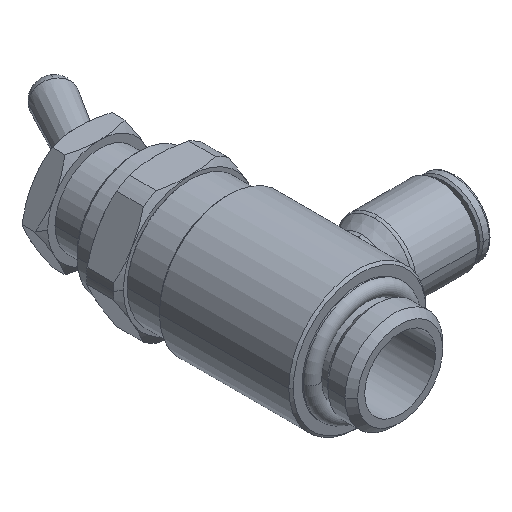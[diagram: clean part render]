
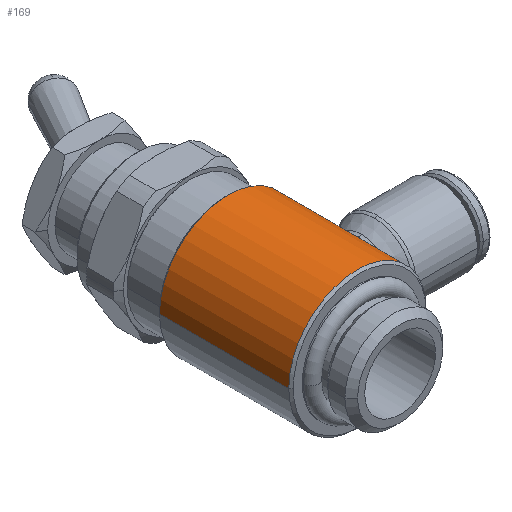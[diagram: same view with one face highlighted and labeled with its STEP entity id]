
A CAD part, isometric view. The second image highlights one B-rep face of the part: STEP entity #169.
In plain terms, the highlighted cylindrical face has radius 9.25 mm (diameter 18.5 mm), a partial arc.
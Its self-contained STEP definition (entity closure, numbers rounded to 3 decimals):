
#169=ADVANCED_FACE('',(#431),#432,.T.);
#431=FACE_OUTER_BOUND('',#743,.T.);
#432=CYLINDRICAL_SURFACE('',#744,9.25);
#743=EDGE_LOOP('',(#1638,#1639,#1640,#1641,#1642,#1643,#1644,#1645));
#744=AXIS2_PLACEMENT_3D('',#1646,#1647,#1648);
#1638=ORIENTED_EDGE('',*,*,#2008,.T.);
#1639=ORIENTED_EDGE('',*,*,#2055,.T.);
#1640=ORIENTED_EDGE('',*,*,#2164,.T.);
#1641=ORIENTED_EDGE('',*,*,#2162,.T.);
#1642=ORIENTED_EDGE('',*,*,#2011,.T.);
#1643=ORIENTED_EDGE('',*,*,#2227,.F.);
#1644=ORIENTED_EDGE('',*,*,#2010,.T.);
#1645=ORIENTED_EDGE('',*,*,#2225,.T.);
#1646=CARTESIAN_POINT('',(0.0,14.45,0.0));
#1647=DIRECTION('',(-0.0,1.0,0.0));
#1648=DIRECTION('',(1.0,0.0,0.0));
#2008=EDGE_CURVE('',#2387,#2388,#2389,.T.);
#2010=EDGE_CURVE('',#2382,#2390,#2392,.T.);
#2011=EDGE_CURVE('',#2393,#2379,#2394,.T.);
#2055=EDGE_CURVE('',#2388,#2471,#2473,.T.);
#2162=EDGE_CURVE('',#2643,#2393,#2644,.T.);
#2164=EDGE_CURVE('',#2471,#2643,#2646,.T.);
#2225=EDGE_CURVE('',#2390,#2387,#2737,.T.);
#2227=EDGE_CURVE('',#2382,#2379,#2739,.T.);
#2379=VERTEX_POINT('',#2986);
#2382=VERTEX_POINT('',#2990);
#2387=VERTEX_POINT('',#2996);
#2388=VERTEX_POINT('',#2997);
#2389=LINE('',#2998,#2999);
#2390=VERTEX_POINT('',#3000);
#2392=LINE('',#3002,#3003);
#2393=VERTEX_POINT('',#3004);
#2394=LINE('',#3005,#3006);
#2471=VERTEX_POINT('',#3193);
#2473=B_SPLINE_CURVE_WITH_KNOTS('',3,(#3195,#3196,#3197,#3198,#3199,#3200,#3201,#3202,#3203,#3204,#3205,#3206,#3207,#3208),.UNSPECIFIED.,.F.,.F.,(4,2,2,2,2,2,4),(0.0,1.159,1.651,2.019,2.434,3.206,3.816),.UNSPECIFIED.);
#2643=VERTEX_POINT('',#3596);
#2644=B_SPLINE_CURVE_WITH_KNOTS('',3,(#3597,#3598,#3599,#3600,#3601,#3602,#3603,#3604,#3605,#3606,#3607,#3608,#3609,#3610),.UNSPECIFIED.,.F.,.F.,(4,2,2,2,2,2,4),(0.0,1.159,1.651,2.019,2.434,3.206,3.816),.UNSPECIFIED.);
#2646=B_SPLINE_CURVE_WITH_KNOTS('',3,(#3612,#3613,#3614,#3615,#3616,#3617,#3618,#3619,#3620,#3621,#3622,#3623,#3624,#3625,#3626,#3627,#3628,#3629,#3630,#3631,#3632,#3633,#3634,#3635,#3636,#3637),.UNSPECIFIED.,.F.,.F.,(4,2,2,2,2,2,2,2,2,2,2,2,4),(7.751,8.526,9.301,10.077,10.853,11.628,12.404,13.18,13.956,14.732,15.508,16.282,17.057),.UNSPECIFIED.);
#2737=CIRCLE('',#3958,9.25);
#2739=CIRCLE('',#3960,9.25);
#2986=CARTESIAN_POINT('',(9.25,23.15,0.0));
#2990=CARTESIAN_POINT('',(-9.25,23.15,0.));
#2996=CARTESIAN_POINT('',(9.25,5.75,0.0));
#2997=CARTESIAN_POINT('',(9.25,10.625,0.));
#2998=CARTESIAN_POINT('',(9.25,14.45,0.));
#2999=VECTOR('',#4452,1.0);
#3000=CARTESIAN_POINT('',(-9.25,5.75,0.));
#3002=CARTESIAN_POINT('',(-9.25,14.45,0.));
#3003=VECTOR('',#4456,1.0);
#3004=CARTESIAN_POINT('',(9.25,18.775,0.));
#3005=CARTESIAN_POINT('',(9.25,14.45,0.));
#3006=VECTOR('',#4457,1.0);
#3193=CARTESIAN_POINT('',(9.069,11.077,1.82));
#3195=CARTESIAN_POINT('',(9.069,11.077,-1.82));
#3196=CARTESIAN_POINT('',(9.137,10.906,-1.48));
#3197=CARTESIAN_POINT('',(9.19,10.775,-1.12));
#3198=CARTESIAN_POINT('',(9.233,10.667,-0.583));
#3199=CARTESIAN_POINT('',(9.242,10.645,-0.421));
#3200=CARTESIAN_POINT('',(9.25,10.625,-0.135));
#3201=CARTESIAN_POINT('',(9.251,10.623,-0.013));
#3202=CARTESIAN_POINT('',(9.248,10.631,0.248));
#3203=CARTESIAN_POINT('',(9.243,10.642,0.385));
#3204=CARTESIAN_POINT('',(9.221,10.698,0.776));
#3205=CARTESIAN_POINT('',(9.196,10.759,1.025));
#3206=CARTESIAN_POINT('',(9.137,10.908,1.456));
#3207=CARTESIAN_POINT('',(9.105,10.987,1.641));
#3208=CARTESIAN_POINT('',(9.069,11.077,1.82));
#3596=CARTESIAN_POINT('',(9.069,18.323,1.82));
#3597=CARTESIAN_POINT('',(9.069,18.323,1.82));
#3598=CARTESIAN_POINT('',(9.137,18.494,1.48));
#3599=CARTESIAN_POINT('',(9.19,18.625,1.12));
#3600=CARTESIAN_POINT('',(9.233,18.733,0.583));
#3601=CARTESIAN_POINT('',(9.242,18.755,0.421));
#3602=CARTESIAN_POINT('',(9.25,18.775,0.135));
#3603=CARTESIAN_POINT('',(9.251,18.777,0.013));
#3604=CARTESIAN_POINT('',(9.248,18.769,-0.248));
#3605=CARTESIAN_POINT('',(9.243,18.758,-0.385));
#3606=CARTESIAN_POINT('',(9.221,18.702,-0.776));
#3607=CARTESIAN_POINT('',(9.196,18.641,-1.025));
#3608=CARTESIAN_POINT('',(9.137,18.492,-1.456));
#3609=CARTESIAN_POINT('',(9.105,18.413,-1.641));
#3610=CARTESIAN_POINT('',(9.069,18.323,-1.82));
#3612=CARTESIAN_POINT('',(9.117,10.958,1.561));
#3613=CARTESIAN_POINT('',(9.075,11.062,1.811));
#3614=CARTESIAN_POINT('',(9.023,11.191,2.049));
#3615=CARTESIAN_POINT('',(8.912,11.487,2.488));
#3616=CARTESIAN_POINT('',(8.852,11.655,2.689));
#3617=CARTESIAN_POINT('',(8.736,12.011,3.045));
#3618=CARTESIAN_POINT('',(8.676,12.212,3.213));
#3619=CARTESIAN_POINT('',(8.56,12.652,3.509));
#3620=CARTESIAN_POINT('',(8.505,12.89,3.638));
#3621=CARTESIAN_POINT('',(8.413,13.388,3.846));
#3622=CARTESIAN_POINT('',(8.376,13.648,3.925));
#3623=CARTESIAN_POINT('',(8.326,14.175,4.03));
#3624=CARTESIAN_POINT('',(8.314,14.441,4.055));
#3625=CARTESIAN_POINT('',(8.314,14.959,4.055));
#3626=CARTESIAN_POINT('',(8.326,15.225,4.03));
#3627=CARTESIAN_POINT('',(8.376,15.752,3.925));
#3628=CARTESIAN_POINT('',(8.413,16.012,3.846));
#3629=CARTESIAN_POINT('',(8.505,16.51,3.638));
#3630=CARTESIAN_POINT('',(8.56,16.748,3.509));
#3631=CARTESIAN_POINT('',(8.676,17.188,3.213));
#3632=CARTESIAN_POINT('',(8.736,17.389,3.045));
#3633=CARTESIAN_POINT('',(8.852,17.745,2.689));
#3634=CARTESIAN_POINT('',(8.912,17.913,2.488));
#3635=CARTESIAN_POINT('',(9.023,18.209,2.049));
#3636=CARTESIAN_POINT('',(9.075,18.338,1.811));
#3637=CARTESIAN_POINT('',(9.117,18.442,1.561));
#3958=AXIS2_PLACEMENT_3D('',#4881,#4882,#4883);
#3960=AXIS2_PLACEMENT_3D('',#4887,#4888,#4889);
#4452=DIRECTION('',(0.0,1.0,0.0));
#4456=DIRECTION('',(-0.0,-1.0,-0.0));
#4457=DIRECTION('',(0.0,1.0,0.0));
#4881=CARTESIAN_POINT('',(0.0,5.75,0.0));
#4882=DIRECTION('',(-0.0,1.0,0.0));
#4883=DIRECTION('',(1.0,0.0,0.0));
#4887=CARTESIAN_POINT('',(0.0,23.15,0.0));
#4888=DIRECTION('',(-0.0,1.0,0.0));
#4889=DIRECTION('',(1.0,0.0,0.0));
